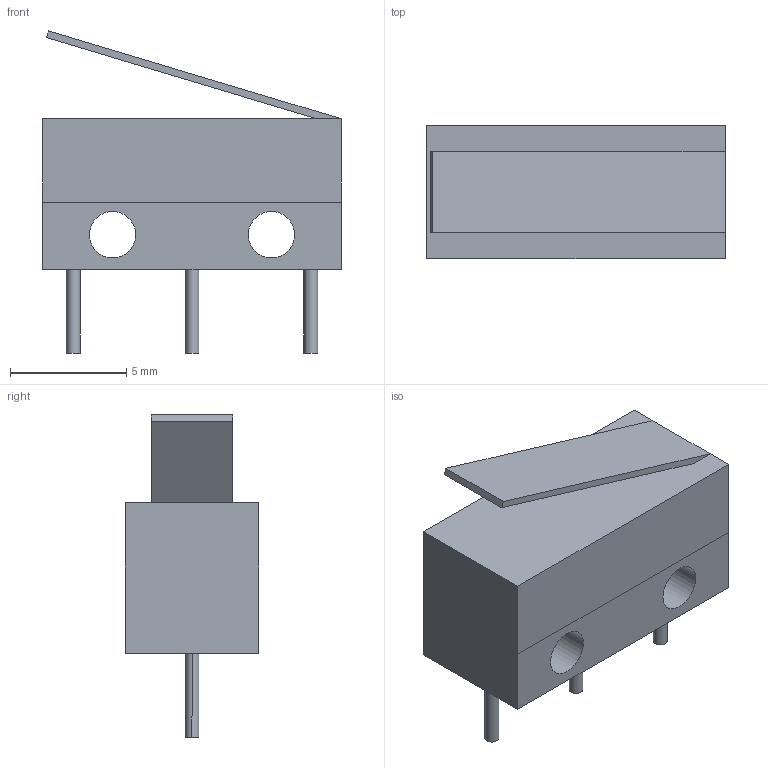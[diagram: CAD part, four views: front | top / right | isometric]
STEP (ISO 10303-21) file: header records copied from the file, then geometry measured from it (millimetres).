
FILE_DESCRIPTION(('FreeCAD Model'),'2;1');
FILE_NAME('Open CASCADE Shape Model','2024-03-29T00:36:01',(''),(''), 'Open CASCADE STEP processor 7.6','FreeCAD','Unknown');
FILE_SCHEMA(('AUTOMOTIVE_DESIGN { 1 0 10303 214 1 1 1 1 }'));
Length unit declared in the file: millimetre
Products named in the file (1): switch
Bounding box: 12.85 x 5.75 x 13.89 mm (x, y, z)
Volume: 460.5 mm3; surface area: 563.3 mm2
Topology: 1 solids, 1 shells, 26 faces, 61 edges, 40 vertices
Faces by surface type: plane 16, cylinder 10
Entity records: 830 total; most frequent: DIRECTION 135, CARTESIAN_POINT 128, ORIENTED_EDGE 122, EDGE_CURVE 61, AXIS2_PLACEMENT_3D 47, LINE 41, VECTOR 41, VERTEX_POINT 40
